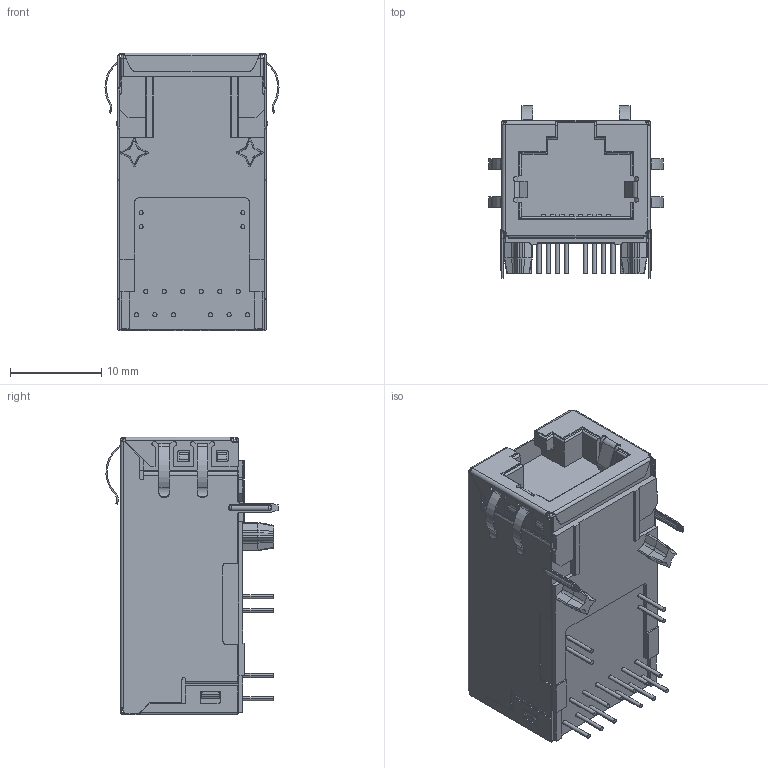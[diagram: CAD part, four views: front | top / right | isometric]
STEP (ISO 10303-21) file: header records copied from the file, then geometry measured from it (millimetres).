
FILE_DESCRIPTION((''),'2;1');
FILE_NAME('2250504_318_ASM','2020-07-23T',('as012147'),('TRP connector'),'PRO/ENGINEER BY PARAMETRIC TECHNOLOGY CORPORATION, 2013320','PRO/ENGINEER BY PARAMETRIC TECHNOLOGY CORPORATION, 2013320','');
FILE_SCHEMA(('CONFIG_CONTROL_DESIGN'));
Length unit declared in the file: millimetre
Products named in the file (1): 2250504_318_ASM
Bounding box: 19.11 x 18.88 x 30.48 mm (x, y, z)
Volume: 6071.9 mm3; surface area: 4160.7 mm2
Topology: 1 solids, 1 shells, 946 faces, 2558 edges, 1613 vertices
Faces by surface type: plane 535, cylinder 345, bspline 50, torus 8, sphere 8
Entity records: 31242 total; most frequent: CARTESIAN_POINT 7361, ORIENTED_EDGE 5100, DIRECTION 4831, EDGE_CURVE 2550, VECTOR 1755, LINE 1755, VERTEX_POINT 1613, AXIS2_PLACEMENT_3D 1538
